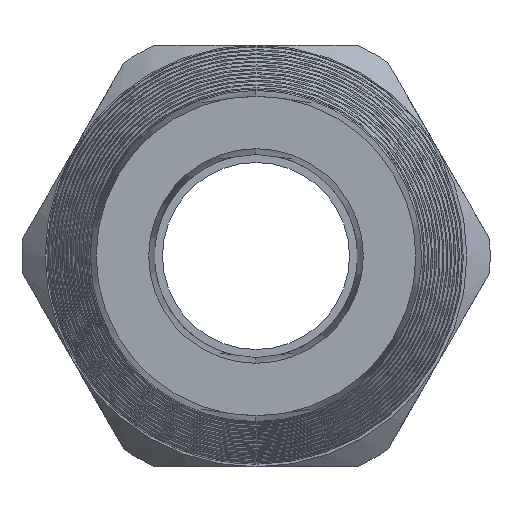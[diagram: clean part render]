
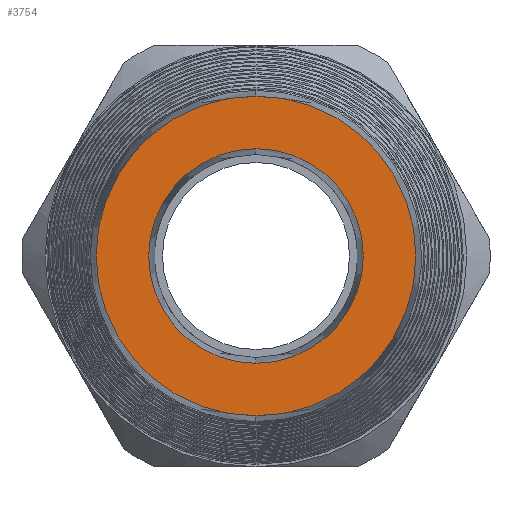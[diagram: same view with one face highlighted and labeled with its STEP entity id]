
A CAD part, left-side view. The second image highlights one B-rep face of the part: STEP entity #3754.
In plain terms, the highlighted planar face has unit normal (-1, 0, 0).
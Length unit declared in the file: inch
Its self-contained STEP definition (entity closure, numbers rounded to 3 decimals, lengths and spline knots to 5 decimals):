
#3754 = ADVANCED_FACE ( 'NONE', ( #10655, #10654 ), #10652, .T. ) ;
#3755 = EDGE_LOOP ( 'NONE', ( #3756, #3758 ) ) ;
#3756 = ORIENTED_EDGE ( 'NONE', *, *, #3757, .T. ) ;
#3757 = EDGE_CURVE ( 'NONE', #7956, #8001, #10631, .T. ) ;
#3758 = ORIENTED_EDGE ( 'NONE', *, *, #8029, .T. ) ;
#3759 = EDGE_LOOP ( 'NONE', ( #3760, #3762 ) ) ;
#3760 = ORIENTED_EDGE ( 'NONE', *, *, #3761, .F. ) ;
#3761 = EDGE_CURVE ( 'NONE', #7932, #7929, #10626, .T. ) ;
#3762 = ORIENTED_EDGE ( 'NONE', *, *, #7931, .F. ) ;
#7929 = VERTEX_POINT ( 'NONE', #8861 ) ;
#7931 = EDGE_CURVE ( 'NONE', #7929, #7932, #8693, .T. ) ;
#7932 = VERTEX_POINT ( 'NONE', #8816 ) ;
#7956 = VERTEX_POINT ( 'NONE', #8821 ) ;
#8001 = VERTEX_POINT ( 'NONE', #8795 ) ;
#8029 = EDGE_CURVE ( 'NONE', #8001, #7956, #9056, .T. ) ;
#8692 = AXIS2_PLACEMENT_3D ( 'NONE', #8819, #8818, #8817 ) ;
#8693 = CIRCLE ( 'NONE', #8692, 0.26978 ) ;
#8795 = CARTESIAN_POINT ( 'NONE',  ( -4.25, 0., -0.40187 ) ) ;
#8816 = CARTESIAN_POINT ( 'NONE',  ( -4.25, 0., 0.26978 ) ) ;
#8817 = DIRECTION ( 'NONE',  ( 0., 0., 1. ) ) ;
#8818 = DIRECTION ( 'NONE',  ( -1., 0., 0. ) ) ;
#8819 = CARTESIAN_POINT ( 'NONE',  ( -4.25, 0., 0. ) ) ;
#8821 = CARTESIAN_POINT ( 'NONE',  ( -4.25, 0., 0.40187 ) ) ;
#8861 = CARTESIAN_POINT ( 'NONE',  ( -4.25, 0., -0.26978 ) ) ;
#8957 = DIRECTION ( 'NONE',  ( 0., 0., 1. ) ) ;
#8958 = DIRECTION ( 'NONE',  ( -1., 0., 0. ) ) ;
#8959 = AXIS2_PLACEMENT_3D ( 'NONE', #9060, #8958, #8957 ) ;
#9056 = CIRCLE ( 'NONE', #8959, 0.40187 ) ;
#9060 = CARTESIAN_POINT ( 'NONE',  ( -4.25, 0., 0. ) ) ;
#10622 = DIRECTION ( 'NONE',  ( 0., 0., 1. ) ) ;
#10623 = DIRECTION ( 'NONE',  ( -1., 0., 0. ) ) ;
#10624 = CARTESIAN_POINT ( 'NONE',  ( -4.25, 0., 0. ) ) ;
#10625 = AXIS2_PLACEMENT_3D ( 'NONE', #10624, #10623, #10622 ) ;
#10626 = CIRCLE ( 'NONE', #10625, 0.26978 ) ;
#10627 = DIRECTION ( 'NONE',  ( 0., 0., 1. ) ) ;
#10628 = DIRECTION ( 'NONE',  ( -1., 0., 0. ) ) ;
#10629 = CARTESIAN_POINT ( 'NONE',  ( -4.25, 0., 0. ) ) ;
#10630 = AXIS2_PLACEMENT_3D ( 'NONE', #10629, #10628, #10627 ) ;
#10631 = CIRCLE ( 'NONE', #10630, 0.40187 ) ;
#10632 = DIRECTION ( 'NONE',  ( 0., 0., 1. ) ) ;
#10649 = DIRECTION ( 'NONE',  ( -1., 0., 0. ) ) ;
#10650 = CARTESIAN_POINT ( 'NONE',  ( -4.25, 0., 0. ) ) ;
#10651 = AXIS2_PLACEMENT_3D ( 'NONE', #10650, #10649, #10632 ) ;
#10652 = PLANE ( 'NONE',  #10651 ) ;
#10654 = FACE_BOUND ( 'NONE', #3759, .T. ) ;
#10655 = FACE_OUTER_BOUND ( 'NONE', #3755, .T. ) ;
